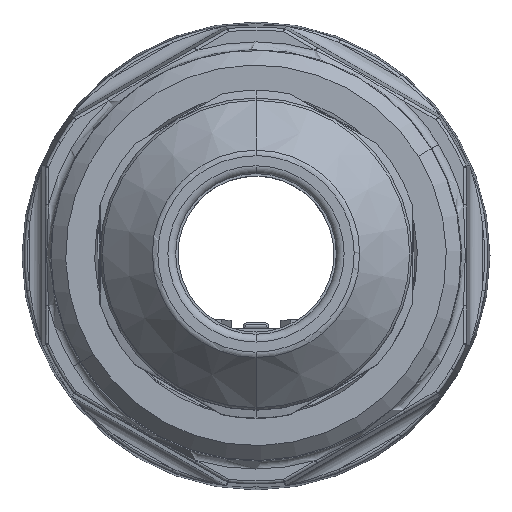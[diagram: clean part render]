
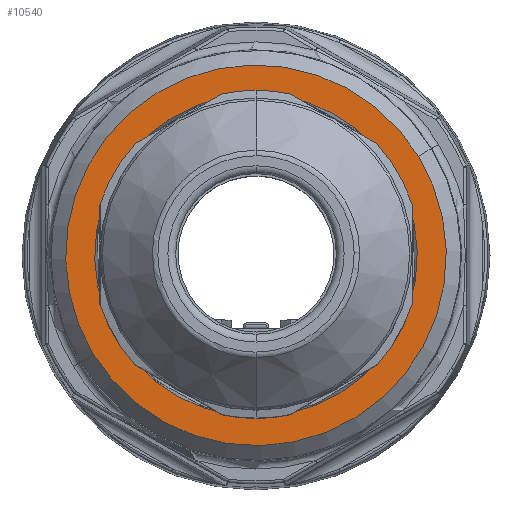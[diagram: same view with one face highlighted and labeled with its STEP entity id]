
A CAD part, top view. The second image highlights one B-rep face of the part: STEP entity #10540.
In plain terms, the highlighted planar face has unit normal (0, 0, 1).
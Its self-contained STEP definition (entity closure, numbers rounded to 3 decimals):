
#9953=AXIS2_PLACEMENT_3D('Circle Axis2P3D',#9951,#9952,$) ;
#10467=AXIS2_PLACEMENT_3D('Circle Axis2P3D',#10465,#10466,$) ;
#10516=AXIS2_PLACEMENT_3D('Plane Axis2P3D',#10513,#10514,#10515) ;
#10520=AXIS2_PLACEMENT_3D('Circle Axis2P3D',#10518,#10519,$) ;
#10529=AXIS2_PLACEMENT_3D('Circle Axis2P3D',#10527,#10528,$) ;
#9951=CARTESIAN_POINT('Axis2P3D Location',(15.,15.,24.)) ;
#9955=CARTESIAN_POINT('Vertex',(6.168,9.619,24.)) ;
#9957=CARTESIAN_POINT('Vertex',(23.832,20.381,24.)) ;
#10465=CARTESIAN_POINT('Axis2P3D Location',(15.,15.,24.)) ;
#10513=CARTESIAN_POINT('Axis2P3D Location',(9.888,6.145,24.)) ;
#10518=CARTESIAN_POINT('Axis2P3D Location',(15.,15.,24.)) ;
#10522=CARTESIAN_POINT('Vertex',(25.419,21.348,24.)) ;
#10524=CARTESIAN_POINT('Vertex',(4.581,8.652,24.)) ;
#10527=CARTESIAN_POINT('Axis2P3D Location',(15.,15.,24.)) ;
#9952=DIRECTION('Axis2P3D Direction',(0.,0.,-1.)) ;
#10466=DIRECTION('Axis2P3D Direction',(0.,0.,-1.)) ;
#10514=DIRECTION('Axis2P3D Direction',(0.,0.,-1.)) ;
#10515=DIRECTION('Axis2P3D XDirection',(-0.866,0.5,0.)) ;
#10519=DIRECTION('Axis2P3D Direction',(0.,0.,-1.)) ;
#10528=DIRECTION('Axis2P3D Direction',(0.,0.,-1.)) ;
#10533=ORIENTED_EDGE('',*,*,#10526,.F.) ;
#10534=ORIENTED_EDGE('',*,*,#10531,.F.) ;
#10537=ORIENTED_EDGE('',*,*,#9959,.T.) ;
#10538=ORIENTED_EDGE('',*,*,#10469,.T.) ;
#10539=FACE_BOUND('',#10536,.T.) ;
#10540=ADVANCED_FACE('Hauptk\X2\00F6\X0\rper',(#10535,#10539),#10517,.F.) ;
#9954=CIRCLE('generated circle',#9953,10.342) ;
#10468=CIRCLE('generated circle',#10467,10.342) ;
#10521=CIRCLE('generated circle',#10520,12.2) ;
#10530=CIRCLE('generated circle',#10529,12.2) ;
#9959=EDGE_CURVE('',#9956,#9958,#9954,.T.) ;
#10469=EDGE_CURVE('',#9958,#9956,#10468,.T.) ;
#10526=EDGE_CURVE('',#10523,#10525,#10521,.T.) ;
#10531=EDGE_CURVE('',#10525,#10523,#10530,.T.) ;
#10532=EDGE_LOOP('',(#10533,#10534)) ;
#10536=EDGE_LOOP('',(#10537,#10538)) ;
#10535=FACE_OUTER_BOUND('',#10532,.T.) ;
#10517=PLANE('',#10516) ;
#9956=VERTEX_POINT('',#9955) ;
#9958=VERTEX_POINT('',#9957) ;
#10523=VERTEX_POINT('',#10522) ;
#10525=VERTEX_POINT('',#10524) ;
